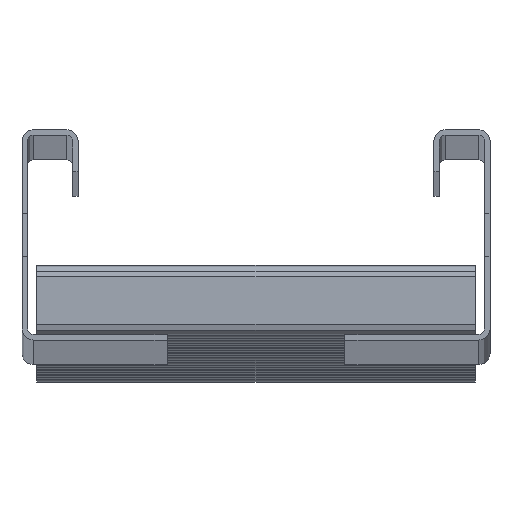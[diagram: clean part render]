
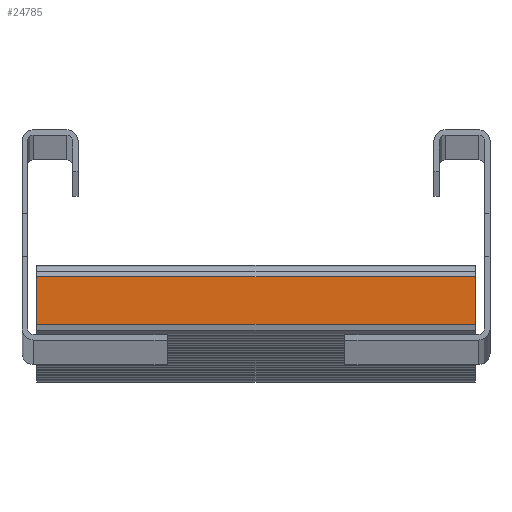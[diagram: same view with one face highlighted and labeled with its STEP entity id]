
A CAD part, top view. The second image highlights one B-rep face of the part: STEP entity #24785.
In plain terms, the highlighted planar face has unit normal (0, 0, 1).
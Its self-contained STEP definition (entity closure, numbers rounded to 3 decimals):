
#3381=DIRECTION('',(1.,0.,0.));
#3382=VECTOR('',#3381,93.6);
#3383=CARTESIAN_POINT('',(-46.8,-18.9,1365.));
#3384=LINE('',#3383,#3382);
#3460=DIRECTION('',(0.,-1.,0.));
#3461=VECTOR('',#3460,10.2);
#3462=CARTESIAN_POINT('',(-46.8,-8.7,1365.));
#3463=LINE('',#3462,#3461);
#8902=DIRECTION('',(0.,-1.,0.));
#8903=VECTOR('',#8902,10.2);
#8904=CARTESIAN_POINT('',(46.8,-8.7,1365.));
#8905=LINE('',#8904,#8903);
#8981=DIRECTION('',(1.,0.,0.));
#8982=VECTOR('',#8981,93.6);
#8983=CARTESIAN_POINT('',(-46.8,-8.7,1365.));
#8984=LINE('',#8983,#8982);
#9117=CARTESIAN_POINT('',(-46.8,-8.7,1365.));
#9118=CARTESIAN_POINT('',(-46.8,-18.9,1365.));
#9119=VERTEX_POINT('',#9117);
#9120=VERTEX_POINT('',#9118);
#9153=CARTESIAN_POINT('',(46.8,-8.7,1365.));
#9154=CARTESIAN_POINT('',(46.8,-18.9,1365.));
#9155=VERTEX_POINT('',#9153);
#9156=VERTEX_POINT('',#9154);
#24773=CARTESIAN_POINT('',(-46.8,-8.7,1365.));
#24774=DIRECTION('',(0.,0.,1.));
#24775=DIRECTION('',(0.,-1.,0.));
#24776=AXIS2_PLACEMENT_3D('',#24773,#24774,#24775);
#24777=PLANE('',#24776);
#24778=ORIENTED_EDGE('',*,*,#16847,.F.);
#24780=ORIENTED_EDGE('',*,*,#24779,.T.);
#24781=ORIENTED_EDGE('',*,*,#24734,.T.);
#24782=ORIENTED_EDGE('',*,*,#16797,.F.);
#24783=EDGE_LOOP('',(#24778,#24780,#24781,#24782));
#24784=FACE_OUTER_BOUND('',#24783,.F.);
#24785=ADVANCED_FACE('',(#24784),#24777,.T.);
#16797=EDGE_CURVE('',#9120,#9156,#3384,.T.);
#16847=EDGE_CURVE('',#9119,#9120,#3463,.T.);
#24734=EDGE_CURVE('',#9155,#9156,#8905,.T.);
#24779=EDGE_CURVE('',#9119,#9155,#8984,.T.);
